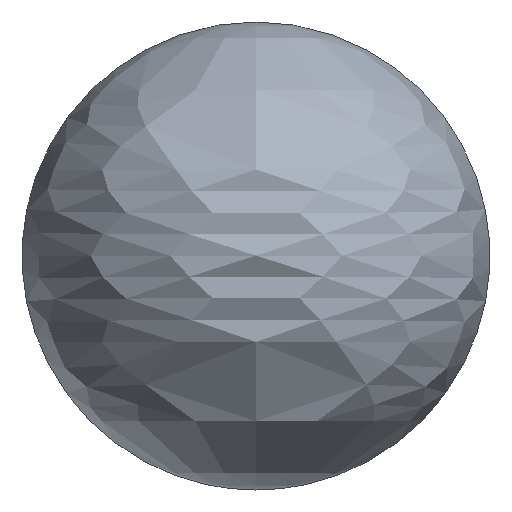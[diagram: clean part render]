
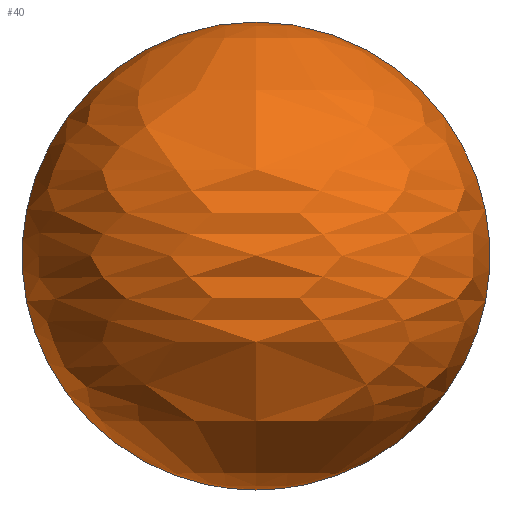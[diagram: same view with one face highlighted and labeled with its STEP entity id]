
A CAD part, top view. The second image highlights one B-rep face of the part: STEP entity #40.
In plain terms, the highlighted free-form (B-spline) face has degree [2, 2] with [5, 5] control points.
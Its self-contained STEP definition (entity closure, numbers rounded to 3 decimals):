
#40=ADVANCED_FACE('',(#57),#248,.T.);
#57=FACE_OUTER_BOUND('',#75,.T.);
#75=EDGE_LOOP('',(#110,#111));
#110=ORIENTED_EDGE('',*,*,#155,.T.);
#111=ORIENTED_EDGE('',*,*,#153,.F.);
#153=EDGE_CURVE('',#219,#220,#182,.T.);
#155=EDGE_CURVE('',#219,#220,#183,.T.);
#182=(
BOUNDED_CURVE()
B_SPLINE_CURVE(2,(#611,#612,#613,#614,#615),.UNSPECIFIED.,.F.,.F.)
B_SPLINE_CURVE_WITH_KNOTS((3,2,3),(-235.619,0.,235.619),
 .UNSPECIFIED.)
CURVE()
GEOMETRIC_REPRESENTATION_ITEM()
RATIONAL_B_SPLINE_CURVE((1.,0.707,1.,0.707,1.))
REPRESENTATION_ITEM('')
);
#183=(
BOUNDED_CURVE()
B_SPLINE_CURVE(2,(#653,#654,#655,#656,#657),.UNSPECIFIED.,.F.,.F.)
B_SPLINE_CURVE_WITH_KNOTS((3,2,3),(-235.619,0.,235.619),
 .UNSPECIFIED.)
CURVE()
GEOMETRIC_REPRESENTATION_ITEM()
RATIONAL_B_SPLINE_CURVE((1.,0.707,1.,0.707,1.))
REPRESENTATION_ITEM('')
);
#219=VERTEX_POINT('',#608);
#220=VERTEX_POINT('',#609);
#248=(
BOUNDED_SURFACE()
B_SPLINE_SURFACE(2,2,((#583,#584,#585,#586,#587),(#588,#589,#590,#591,#592),
(#593,#594,#595,#596,#597),(#598,#599,#600,#601,#602),(#603,#604,#605,#606,
#607)),.UNSPECIFIED.,.F.,.F.,.F.)
B_SPLINE_SURFACE_WITH_KNOTS((3,2,3),(3,2,3),(-235.619,0.,235.619),
(471.239,706.858,942.478),.UNSPECIFIED.)
GEOMETRIC_REPRESENTATION_ITEM()
RATIONAL_B_SPLINE_SURFACE(((1.,0.707,1.,0.707,1.),
(0.707,0.5,0.707,0.5,0.707),(1.,0.707,
1.,0.707,1.),(0.707,0.5,0.707,0.5,0.707),
(1.,0.707,1.,0.707,1.)))
REPRESENTATION_ITEM('')
SURFACE()
);
#583=CARTESIAN_POINT('',(0.,150.,1541.477));
#584=CARTESIAN_POINT('',(0.,150.,1541.477));
#585=CARTESIAN_POINT('',(0.,150.,1541.477));
#586=CARTESIAN_POINT('',(0.,150.,1541.477));
#587=CARTESIAN_POINT('',(0.,150.,1541.477));
#588=CARTESIAN_POINT('',(-150.,150.,1541.477));
#589=CARTESIAN_POINT('',(-150.,150.,1691.477));
#590=CARTESIAN_POINT('',(0.,150.,1691.477));
#591=CARTESIAN_POINT('',(150.,150.,1691.477));
#592=CARTESIAN_POINT('',(150.,150.,1541.477));
#593=CARTESIAN_POINT('',(-150.,0.,1541.477));
#594=CARTESIAN_POINT('',(-150.,0.,1691.477));
#595=CARTESIAN_POINT('',(0.,0.,1691.477));
#596=CARTESIAN_POINT('',(150.,0.,1691.477));
#597=CARTESIAN_POINT('',(150.,0.,1541.477));
#598=CARTESIAN_POINT('',(-150.,-150.,1541.477));
#599=CARTESIAN_POINT('',(-150.,-150.,1691.477));
#600=CARTESIAN_POINT('',(0.,-150.,1691.477));
#601=CARTESIAN_POINT('',(150.,-150.,1691.477));
#602=CARTESIAN_POINT('',(150.,-150.,1541.477));
#603=CARTESIAN_POINT('',(0.,-150.,1541.477));
#604=CARTESIAN_POINT('',(0.,-150.,1541.477));
#605=CARTESIAN_POINT('',(0.,-150.,1541.477));
#606=CARTESIAN_POINT('',(0.,-150.,1541.477));
#607=CARTESIAN_POINT('',(0.,-150.,1541.477));
#608=CARTESIAN_POINT('',(0.,150.,1541.477));
#609=CARTESIAN_POINT('',(0.,-150.,1541.477));
#611=CARTESIAN_POINT('',(0.,150.,1541.477));
#612=CARTESIAN_POINT('',(150.,150.,1541.477));
#613=CARTESIAN_POINT('',(150.,0.,1541.477));
#614=CARTESIAN_POINT('',(150.,-150.,1541.477));
#615=CARTESIAN_POINT('',(0.,-150.,1541.477));
#653=CARTESIAN_POINT('',(0.,150.,1541.477));
#654=CARTESIAN_POINT('',(-150.,150.,1541.477));
#655=CARTESIAN_POINT('',(-150.,0.,1541.477));
#656=CARTESIAN_POINT('',(-150.,-150.,1541.477));
#657=CARTESIAN_POINT('',(0.,-150.,1541.477));
